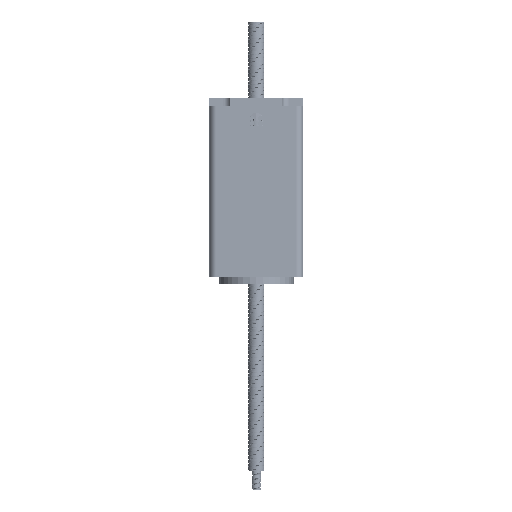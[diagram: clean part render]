
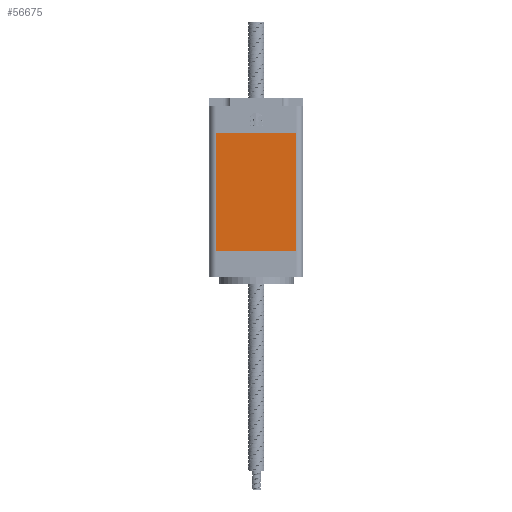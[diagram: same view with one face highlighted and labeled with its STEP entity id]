
A CAD part, top view. The second image highlights one B-rep face of the part: STEP entity #56675.
In plain terms, the highlighted face is planar.
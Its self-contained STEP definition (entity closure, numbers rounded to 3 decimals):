
#5243 = ORIENTED_EDGE ( 'NONE', *, *, #53589, .T. ) ;
#7247 = LINE ( 'NONE', #76311, #39068 ) ;
#15282 = VERTEX_POINT ( 'NONE', #87309 ) ;
#16412 = CARTESIAN_POINT ( 'NONE',  ( 0., -10., 8.5 ) ) ;
#18887 = EDGE_CURVE ( 'NONE', #32363, #116443, #68486, .T. ) ;
#22784 = CARTESIAN_POINT ( 'NONE',  ( 25.2, -10., 8.5 ) ) ;
#29619 = VECTOR ( 'NONE', #79265, 1000. ) ;
#32363 = VERTEX_POINT ( 'NONE', #79470 ) ;
#36299 = CARTESIAN_POINT ( 'NONE',  ( 25.2, -10., -8.5 ) ) ;
#38004 = CARTESIAN_POINT ( 'NONE',  ( 25.2, -10., -8.5 ) ) ;
#38463 = DIRECTION ( 'NONE',  ( -1., 0., 0. ) ) ;
#38640 = FACE_OUTER_BOUND ( 'NONE', #109946, .T. ) ;
#39068 = VECTOR ( 'NONE', #38463, 1000. ) ;
#42086 = VECTOR ( 'NONE', #83264, 1000. ) ;
#46498 = VECTOR ( 'NONE', #125191, 1000. ) ;
#49074 = DIRECTION ( 'NONE',  ( 1., 0., 0. ) ) ;
#49623 = EDGE_CURVE ( 'NONE', #95179, #15282, #96881, .T. ) ;
#53589 = EDGE_CURVE ( 'NONE', #95179, #32363, #7247, .T. ) ;
#56675 = ADVANCED_FACE ( 'NONE', ( #38640 ), #87553, .F. ) ;
#60341 = AXIS2_PLACEMENT_3D ( 'NONE', #38004, #77782, #49074 ) ;
#68486 = LINE ( 'NONE', #16412, #46498 ) ;
#70199 = EDGE_CURVE ( 'NONE', #15282, #116443, #94942, .T. ) ;
#76311 = CARTESIAN_POINT ( 'NONE',  ( 25.2, -10., 8.5 ) ) ;
#77782 = DIRECTION ( 'NONE',  ( 0., 1., 0. ) ) ;
#79265 = DIRECTION ( 'NONE',  ( 0., 0., -1. ) ) ;
#79470 = CARTESIAN_POINT ( 'NONE',  ( 0., -10., 8.5 ) ) ;
#83264 = DIRECTION ( 'NONE',  ( -1., 0., 0. ) ) ;
#87309 = CARTESIAN_POINT ( 'NONE',  ( 25.2, -10., -8.5 ) ) ;
#87553 = PLANE ( 'NONE',  #60341 ) ;
#93835 = CARTESIAN_POINT ( 'NONE',  ( 0., -10., -8.5 ) ) ;
#94942 = LINE ( 'NONE', #36299, #42086 ) ;
#95179 = VERTEX_POINT ( 'NONE', #22784 ) ;
#96881 = LINE ( 'NONE', #118341, #29619 ) ;
#101934 = ORIENTED_EDGE ( 'NONE', *, *, #70199, .F. ) ;
#109946 = EDGE_LOOP ( 'NONE', ( #110106, #101934, #120168, #5243 ) ) ;
#110106 = ORIENTED_EDGE ( 'NONE', *, *, #18887, .T. ) ;
#116443 = VERTEX_POINT ( 'NONE', #93835 ) ;
#118341 = CARTESIAN_POINT ( 'NONE',  ( 25.2, -10., 8.5 ) ) ;
#120168 = ORIENTED_EDGE ( 'NONE', *, *, #49623, .F. ) ;
#125191 = DIRECTION ( 'NONE',  ( 0., 0., -1. ) ) ;
